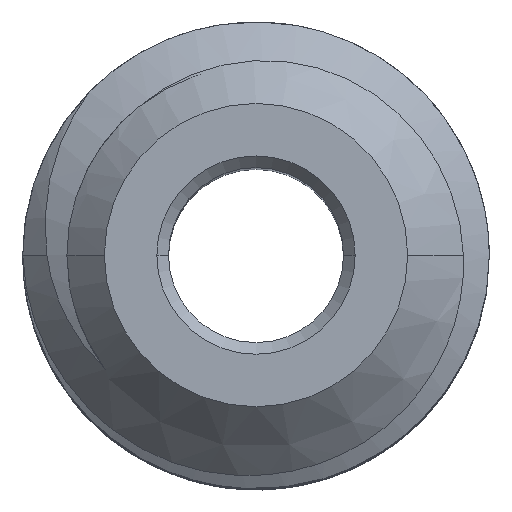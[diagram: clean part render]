
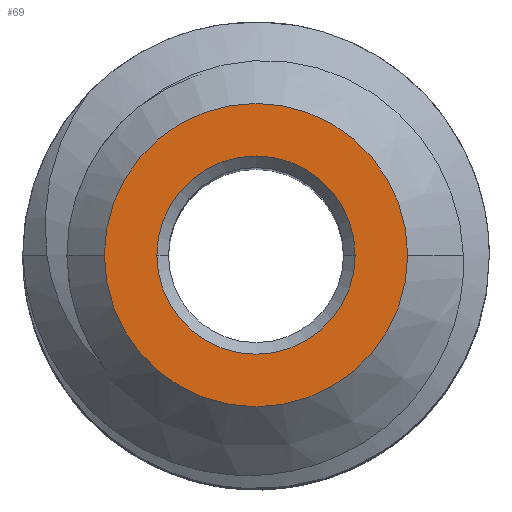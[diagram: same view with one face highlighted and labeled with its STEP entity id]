
A CAD part, top view. The second image highlights one B-rep face of the part: STEP entity #69.
In plain terms, the highlighted planar face has unit normal (0, 0, 1).
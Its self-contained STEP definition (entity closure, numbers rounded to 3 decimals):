
#69 = ADVANCED_FACE ( 'NONE', ( #3747, #3755 ), #1583, .T. ) ;
#197 = CIRCLE ( 'NONE', #4733, 1.3 ) ;
#202 = CARTESIAN_POINT ( 'NONE',  ( 0., 0., 0. ) ) ;
#247 = CIRCLE ( 'NONE', #4258, 1.3 ) ;
#337 = VERTEX_POINT ( 'NONE', #4605 ) ;
#398 = ORIENTED_EDGE ( 'NONE', *, *, #582, .F. ) ;
#413 = ORIENTED_EDGE ( 'NONE', *, *, #1083, .F. ) ;
#416 = ORIENTED_EDGE ( 'NONE', *, *, #5022, .T. ) ;
#451 = ORIENTED_EDGE ( 'NONE', *, *, #5062, .T. ) ;
#582 = EDGE_CURVE ( 'NONE', #941, #4339, #3278, .T. ) ;
#607 = DIRECTION ( 'NONE',  ( 1., 0., 0. ) ) ;
#941 = VERTEX_POINT ( 'NONE', #1546 ) ;
#1083 = EDGE_CURVE ( 'NONE', #4339, #941, #3020, .T. ) ;
#1423 = CARTESIAN_POINT ( 'NONE',  ( 0., 0., 0. ) ) ;
#1530 = CARTESIAN_POINT ( 'NONE',  ( 0., 0., 0. ) ) ;
#1546 = CARTESIAN_POINT ( 'NONE',  ( 0.85, 0., 0. ) ) ;
#1583 = PLANE ( 'NONE',  #4414 ) ;
#1611 = CARTESIAN_POINT ( 'NONE',  ( -0.85, 0., 0. ) ) ;
#1832 = DIRECTION ( 'NONE',  ( 1., 0., 0. ) ) ;
#2254 = EDGE_LOOP ( 'NONE', ( #398, #413 ) ) ;
#2972 = EDGE_LOOP ( 'NONE', ( #416, #451 ) ) ;
#2998 = DIRECTION ( 'NONE',  ( 0., 0., 1. ) ) ;
#3020 = CIRCLE ( 'NONE', #4273, 0.85 ) ;
#3065 = DIRECTION ( 'NONE',  ( 0., 0., 1. ) ) ;
#3126 = DIRECTION ( 'NONE',  ( 1., 0., 0. ) ) ;
#3150 = DIRECTION ( 'NONE',  ( 1., 0., 0. ) ) ;
#3192 = DIRECTION ( 'NONE',  ( 0., 0., 1. ) ) ;
#3216 = CARTESIAN_POINT ( 'NONE',  ( 0., 0., 0. ) ) ;
#3269 = AXIS2_PLACEMENT_3D ( 'NONE', #3216, #3192, #3150 ) ;
#3278 = CIRCLE ( 'NONE', #3269, 0.85 ) ;
#3591 = CARTESIAN_POINT ( 'NONE',  ( -1.3, 0., 0. ) ) ;
#3747 = FACE_BOUND ( 'NONE', #2254, .T. ) ;
#3755 = FACE_OUTER_BOUND ( 'NONE', #2972, .T. ) ;
#4155 = DIRECTION ( 'NONE',  ( 0., 0., 1. ) ) ;
#4258 = AXIS2_PLACEMENT_3D ( 'NONE', #202, #2998, #607 ) ;
#4273 = AXIS2_PLACEMENT_3D ( 'NONE', #4384, #4398, #4419 ) ;
#4339 = VERTEX_POINT ( 'NONE', #1611 ) ;
#4384 = CARTESIAN_POINT ( 'NONE',  ( 0., 0., 0. ) ) ;
#4398 = DIRECTION ( 'NONE',  ( 0., 0., 1. ) ) ;
#4414 = AXIS2_PLACEMENT_3D ( 'NONE', #1530, #3065, #3126 ) ;
#4419 = DIRECTION ( 'NONE',  ( 1., 0., 0. ) ) ;
#4605 = CARTESIAN_POINT ( 'NONE',  ( 1.3, 0., 0. ) ) ;
#4733 = AXIS2_PLACEMENT_3D ( 'NONE', #1423, #4155, #1832 ) ;
#4825 = VERTEX_POINT ( 'NONE', #3591 ) ;
#5022 = EDGE_CURVE ( 'NONE', #4825, #337, #197, .T. ) ;
#5062 = EDGE_CURVE ( 'NONE', #337, #4825, #247, .T. ) ;
